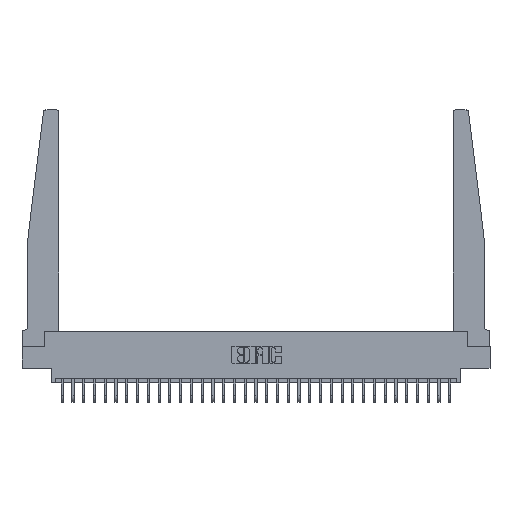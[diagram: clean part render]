
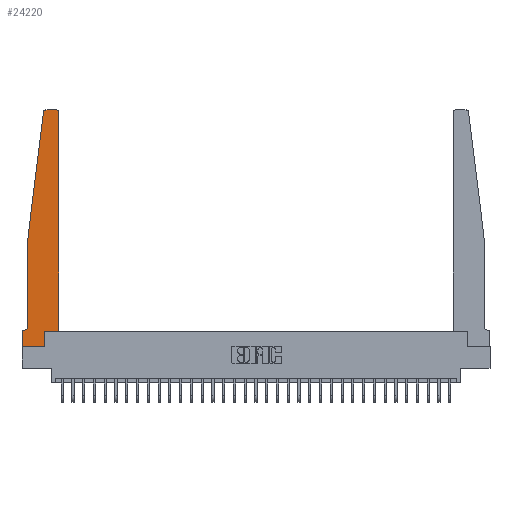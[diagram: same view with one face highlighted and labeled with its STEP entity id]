
A CAD part, top view. The second image highlights one B-rep face of the part: STEP entity #24220.
In plain terms, the highlighted planar face has unit normal (0, 0, 1).
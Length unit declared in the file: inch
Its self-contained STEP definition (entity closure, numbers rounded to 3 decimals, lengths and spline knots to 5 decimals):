
#18 = LINE ( 'NONE', #10442, #12633 ) ;
#321 = CARTESIAN_POINT ( 'NONE',  ( 0., 0., 0.37 ) ) ;
#326 = DIRECTION ( 'NONE',  ( 0., -1., 0. ) ) ;
#875 = VECTOR ( 'NONE', #22366, 39.37008 ) ;
#1918 = ORIENTED_EDGE ( 'NONE', *, *, #8621, .T. ) ;
#2042 = PLANE ( 'NONE',  #28172 ) ;
#2679 = CARTESIAN_POINT ( 'NONE',  ( 0.065, 1.25, 0.37 ) ) ;
#2839 = ORIENTED_EDGE ( 'NONE', *, *, #5452, .T. ) ;
#3030 = CARTESIAN_POINT ( 'NONE',  ( 0.395, 2.72, 0.37 ) ) ;
#3109 = DIRECTION ( 'NONE',  ( 0., 1., 0. ) ) ;
#3717 = VERTEX_POINT ( 'NONE', #9003 ) ;
#3952 = EDGE_CURVE ( 'NONE', #25559, #23782, #16470, .T. ) ;
#4023 = VECTOR ( 'NONE', #18534, 39.37008 ) ;
#4315 = LINE ( 'NONE', #20239, #875 ) ;
#4592 = EDGE_CURVE ( 'NONE', #17097, #25559, #24058, .T. ) ;
#4598 = FACE_OUTER_BOUND ( 'NONE', #9760, .T. ) ;
#5147 = CARTESIAN_POINT ( 'NONE',  ( 0.2605, 0.18, 0.37 ) ) ;
#5265 = DIRECTION ( 'NONE',  ( 0., 0., 1. ) ) ;
#5280 = AXIS2_PLACEMENT_3D ( 'NONE', #8908, #11371, #9752 ) ;
#5452 = EDGE_CURVE ( 'NONE', #13775, #13163, #21349, .T. ) ;
#5575 = VECTOR ( 'NONE', #19314, 39.37008 ) ;
#5908 = LINE ( 'NONE', #9907, #5575 ) ;
#6209 = VECTOR ( 'NONE', #27754, 39.37008 ) ;
#6418 = DIRECTION ( 'NONE',  ( -1., 0., 0. ) ) ;
#6464 = VERTEX_POINT ( 'NONE', #30053 ) ;
#7179 = VERTEX_POINT ( 'NONE', #8174 ) ;
#7209 = CIRCLE ( 'NONE', #18189, 0.03 ) ;
#7227 = CARTESIAN_POINT ( 'NONE',  ( 0.24675, 2.72367, 0.37 ) ) ;
#7446 = CARTESIAN_POINT ( 'NONE',  ( 0., 0., 0.37 ) ) ;
#7465 = EDGE_CURVE ( 'NONE', #13163, #19351, #29958, .T. ) ;
#7643 = VERTEX_POINT ( 'NONE', #17552 ) ;
#7762 = EDGE_CURVE ( 'NONE', #31479, #3717, #23869, .T. ) ;
#8032 = CARTESIAN_POINT ( 'NONE',  ( 0.425, 0.18, 0.37 ) ) ;
#8174 = CARTESIAN_POINT ( 'NONE',  ( 0., 0.1875, 0.37 ) ) ;
#8242 = CARTESIAN_POINT ( 'NONE',  ( 0.425, 0.18, 0.37 ) ) ;
#8274 = DIRECTION ( 'NONE',  ( 0., 0., 1. ) ) ;
#8621 = EDGE_CURVE ( 'NONE', #7179, #6464, #29480, .T. ) ;
#8908 = CARTESIAN_POINT ( 'NONE',  ( 0.015, 0.2375, 0.37 ) ) ;
#9003 = CARTESIAN_POINT ( 'NONE',  ( 0.425, 2.72, 0.37 ) ) ;
#9090 = EDGE_CURVE ( 'NONE', #7643, #29590, #5908, .T. ) ;
#9543 = CARTESIAN_POINT ( 'NONE',  ( 0.065, 1.25, 0.37 ) ) ;
#9752 = DIRECTION ( 'NONE',  ( -1., 0., 0. ) ) ;
#9760 = EDGE_LOOP ( 'NONE', ( #14763, #30425, #28354, #2839, #22903, #17596, #1918, #22049, #24039, #22043, #25355, #30301 ) ) ;
#9907 = CARTESIAN_POINT ( 'NONE',  ( 0.2605, 0.18, 0.37 ) ) ;
#10442 = CARTESIAN_POINT ( 'NONE',  ( 0.065, 0.1875, 0.37 ) ) ;
#10680 = DIRECTION ( 'NONE',  ( 1., 0., 0. ) ) ;
#11371 = DIRECTION ( 'NONE',  ( 0., 0., -1. ) ) ;
#11590 = EDGE_CURVE ( 'NONE', #19351, #7179, #18, .T. ) ;
#11853 = DIRECTION ( 'NONE',  ( 1., 0., 0. ) ) ;
#12605 = CARTESIAN_POINT ( 'NONE',  ( 0.27653, 2.75, 0.37 ) ) ;
#12633 = VECTOR ( 'NONE', #6418, 39.37008 ) ;
#12886 = DIRECTION ( 'NONE',  ( 1., 0., 0. ) ) ;
#13163 = VERTEX_POINT ( 'NONE', #23470 ) ;
#13334 = EDGE_CURVE ( 'NONE', #3717, #17097, #7209, .T. ) ;
#13775 = VERTEX_POINT ( 'NONE', #9543 ) ;
#13956 = VECTOR ( 'NONE', #3109, 39.37008 ) ;
#14763 = ORIENTED_EDGE ( 'NONE', *, *, #4592, .T. ) ;
#14830 = VECTOR ( 'NONE', #326, 39.37008 ) ;
#14850 = CARTESIAN_POINT ( 'NONE',  ( 0.425, 0.18, 0.37 ) ) ;
#15100 = EDGE_CURVE ( 'NONE', #29590, #31479, #20786, .T. ) ;
#16470 = CIRCLE ( 'NONE', #28652, 0.03 ) ;
#17097 = VERTEX_POINT ( 'NONE', #24071 ) ;
#17552 = CARTESIAN_POINT ( 'NONE',  ( 0.2605, 0., 0.37 ) ) ;
#17596 = ORIENTED_EDGE ( 'NONE', *, *, #11590, .T. ) ;
#18189 = AXIS2_PLACEMENT_3D ( 'NONE', #3030, #8274, #20473 ) ;
#18534 = DIRECTION ( 'NONE',  ( 1., 0., 0. ) ) ;
#19062 = CARTESIAN_POINT ( 'NONE',  ( 0., 0.1875, 0.37 ) ) ;
#19314 = DIRECTION ( 'NONE',  ( 0., 1., 0. ) ) ;
#19351 = VERTEX_POINT ( 'NONE', #20874 ) ;
#19537 = VECTOR ( 'NONE', #29319, 39.37008 ) ;
#20239 = CARTESIAN_POINT ( 'NONE',  ( 0.065, 1.25, 0.37 ) ) ;
#20473 = DIRECTION ( 'NONE',  ( 1., 0., 0. ) ) ;
#20786 = LINE ( 'NONE', #8032, #4023 ) ;
#20874 = CARTESIAN_POINT ( 'NONE',  ( 0.015, 0.1875, 0.37 ) ) ;
#21349 = LINE ( 'NONE', #2679, #14830 ) ;
#22043 = ORIENTED_EDGE ( 'NONE', *, *, #15100, .T. ) ;
#22049 = ORIENTED_EDGE ( 'NONE', *, *, #22875, .T. ) ;
#22112 = VECTOR ( 'NONE', #10680, 39.37008 ) ;
#22366 = DIRECTION ( 'NONE',  ( -0.122, -0.992, 0. ) ) ;
#22875 = EDGE_CURVE ( 'NONE', #6464, #7643, #28615, .T. ) ;
#22903 = ORIENTED_EDGE ( 'NONE', *, *, #7465, .T. ) ;
#23256 = CARTESIAN_POINT ( 'NONE',  ( 0.25, 2.75, 0.37 ) ) ;
#23470 = CARTESIAN_POINT ( 'NONE',  ( 0.065, 0.2375, 0.37 ) ) ;
#23782 = VERTEX_POINT ( 'NONE', #7227 ) ;
#23869 = LINE ( 'NONE', #8242, #13956 ) ;
#24039 = ORIENTED_EDGE ( 'NONE', *, *, #9090, .T. ) ;
#24058 = LINE ( 'NONE', #23256, #6209 ) ;
#24071 = CARTESIAN_POINT ( 'NONE',  ( 0.395, 2.75, 0.37 ) ) ;
#24220 = ADVANCED_FACE ( 'NONE', ( #4598 ), #2042, .T. ) ;
#25355 = ORIENTED_EDGE ( 'NONE', *, *, #7762, .T. ) ;
#25559 = VERTEX_POINT ( 'NONE', #12605 ) ;
#26423 = DIRECTION ( 'NONE',  ( 0., 0., 1. ) ) ;
#27754 = DIRECTION ( 'NONE',  ( -1., 0., 0. ) ) ;
#28172 = AXIS2_PLACEMENT_3D ( 'NONE', #19062, #26423, #11853 ) ;
#28354 = ORIENTED_EDGE ( 'NONE', *, *, #30839, .T. ) ;
#28615 = LINE ( 'NONE', #321, #22112 ) ;
#28652 = AXIS2_PLACEMENT_3D ( 'NONE', #29803, #5265, #12886 ) ;
#29319 = DIRECTION ( 'NONE',  ( 0., -1., 0. ) ) ;
#29480 = LINE ( 'NONE', #7446, #19537 ) ;
#29590 = VERTEX_POINT ( 'NONE', #5147 ) ;
#29803 = CARTESIAN_POINT ( 'NONE',  ( 0.27653, 2.72, 0.37 ) ) ;
#29958 = CIRCLE ( 'NONE', #5280, 0.05 ) ;
#30053 = CARTESIAN_POINT ( 'NONE',  ( 0., 0., 0.37 ) ) ;
#30301 = ORIENTED_EDGE ( 'NONE', *, *, #13334, .T. ) ;
#30425 = ORIENTED_EDGE ( 'NONE', *, *, #3952, .T. ) ;
#30839 = EDGE_CURVE ( 'NONE', #23782, #13775, #4315, .T. ) ;
#31479 = VERTEX_POINT ( 'NONE', #14850 ) ;
